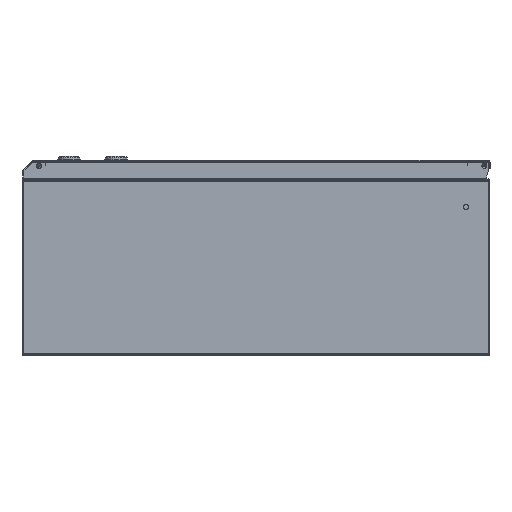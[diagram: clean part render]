
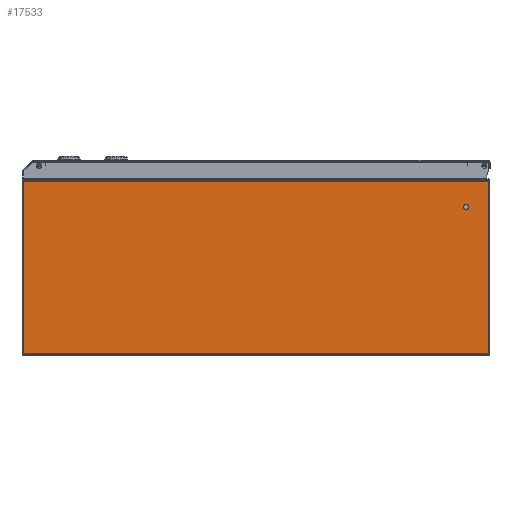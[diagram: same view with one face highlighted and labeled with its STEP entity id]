
A CAD part, front view. The second image highlights one B-rep face of the part: STEP entity #17533.
In plain terms, the highlighted face is planar.
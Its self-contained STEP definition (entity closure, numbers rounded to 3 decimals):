
#422 = ORIENTED_EDGE ( 'NONE', *, *, #31763, .T. ) ;
#1014 = CARTESIAN_POINT ( 'NONE',  ( -12.153, 0., 518.938 ) ) ;
#1419 = FACE_BOUND ( 'NONE', #12798, .T. ) ;
#1551 = VECTOR ( 'NONE', #19874, 1000. ) ;
#2051 = CARTESIAN_POINT ( 'NONE',  ( -44.753, 0., 488.938 ) ) ;
#3162 = VECTOR ( 'NONE', #9091, 1000. ) ;
#3518 = DIRECTION ( 'NONE',  ( 1., 0., 0. ) ) ;
#3760 = ORIENTED_EDGE ( 'NONE', *, *, #25353, .F. ) ;
#4892 = VERTEX_POINT ( 'NONE', #19057 ) ;
#5809 = VERTEX_POINT ( 'NONE', #29499 ) ;
#5902 = DIRECTION ( 'NONE',  ( 0., 1., 0. ) ) ;
#5969 = VERTEX_POINT ( 'NONE', #25445 ) ;
#6227 = CIRCLE ( 'NONE', #24521, 3.25 ) ;
#6559 = LINE ( 'NONE', #1014, #13525 ) ;
#7898 = CARTESIAN_POINT ( 'NONE',  ( -12.153, 0., 518.938 ) ) ;
#8106 = CIRCLE ( 'NONE', #24719, 3.25 ) ;
#9091 = DIRECTION ( 'NONE',  ( -1., 0., 0. ) ) ;
#9390 = DIRECTION ( 'NONE',  ( 0., 0., 1. ) ) ;
#9434 = PLANE ( 'NONE',  #21181 ) ;
#11367 = LINE ( 'NONE', #25021, #12542 ) ;
#11410 = ORIENTED_EDGE ( 'NONE', *, *, #30459, .F. ) ;
#12542 = VECTOR ( 'NONE', #3518, 1000. ) ;
#12798 = EDGE_LOOP ( 'NONE', ( #3760, #11410 ) ) ;
#13525 = VECTOR ( 'NONE', #33144, 1000. ) ;
#14318 = ORIENTED_EDGE ( 'NONE', *, *, #34147, .T. ) ;
#14475 = LINE ( 'NONE', #17093, #3162 ) ;
#14987 = FACE_OUTER_BOUND ( 'NONE', #16812, .T. ) ;
#14997 = LINE ( 'NONE', #17267, #1551 ) ;
#16060 = CARTESIAN_POINT ( 'NONE',  ( -233.453, 0., 518.938 ) ) ;
#16126 = CARTESIAN_POINT ( 'NONE',  ( -233.453, 0., -81.062 ) ) ;
#16181 = VERTEX_POINT ( 'NONE', #7898 ) ;
#16812 = EDGE_LOOP ( 'NONE', ( #19971, #29282, #422, #14318 ) ) ;
#17093 = CARTESIAN_POINT ( 'NONE',  ( -233.453, 0., -81.062 ) ) ;
#17267 = CARTESIAN_POINT ( 'NONE',  ( -233.453, 0., -81.062 ) ) ;
#17533 = ADVANCED_FACE ( 'NONE', ( #1419, #14987 ), #9434, .T. ) ;
#18725 = EDGE_CURVE ( 'NONE', #16181, #5969, #6559, .T. ) ;
#19057 = CARTESIAN_POINT ( 'NONE',  ( -44.753, 0., 492.188 ) ) ;
#19874 = DIRECTION ( 'NONE',  ( 0., 0., 1. ) ) ;
#19971 = ORIENTED_EDGE ( 'NONE', *, *, #30044, .T. ) ;
#20023 = DIRECTION ( 'NONE',  ( 0., 1., 0. ) ) ;
#20484 = DIRECTION ( 'NONE',  ( 0., 1., 0. ) ) ;
#21181 = AXIS2_PLACEMENT_3D ( 'NONE', #25380, #20023, #30618 ) ;
#24521 = AXIS2_PLACEMENT_3D ( 'NONE', #32479, #5902, #32306 ) ;
#24719 = AXIS2_PLACEMENT_3D ( 'NONE', #2051, #20484, #9390 ) ;
#25021 = CARTESIAN_POINT ( 'NONE',  ( -233.453, 0., 518.938 ) ) ;
#25353 = EDGE_CURVE ( 'NONE', #4892, #5809, #6227, .T. ) ;
#25380 = CARTESIAN_POINT ( 'NONE',  ( -233.453, 0., 518.938 ) ) ;
#25445 = CARTESIAN_POINT ( 'NONE',  ( -12.153, 0., -81.062 ) ) ;
#26439 = VERTEX_POINT ( 'NONE', #16060 ) ;
#29282 = ORIENTED_EDGE ( 'NONE', *, *, #18725, .T. ) ;
#29499 = CARTESIAN_POINT ( 'NONE',  ( -44.753, 0., 485.688 ) ) ;
#30044 = EDGE_CURVE ( 'NONE', #26439, #16181, #11367, .T. ) ;
#30459 = EDGE_CURVE ( 'NONE', #5809, #4892, #8106, .T. ) ;
#30618 = DIRECTION ( 'NONE',  ( 0., 0., 1. ) ) ;
#31763 = EDGE_CURVE ( 'NONE', #5969, #33708, #14475, .T. ) ;
#32306 = DIRECTION ( 'NONE',  ( 0., 0., 1. ) ) ;
#32479 = CARTESIAN_POINT ( 'NONE',  ( -44.753, 0., 488.938 ) ) ;
#33144 = DIRECTION ( 'NONE',  ( 0., 0., -1. ) ) ;
#33708 = VERTEX_POINT ( 'NONE', #16126 ) ;
#34147 = EDGE_CURVE ( 'NONE', #33708, #26439, #14997, .T. ) ;
